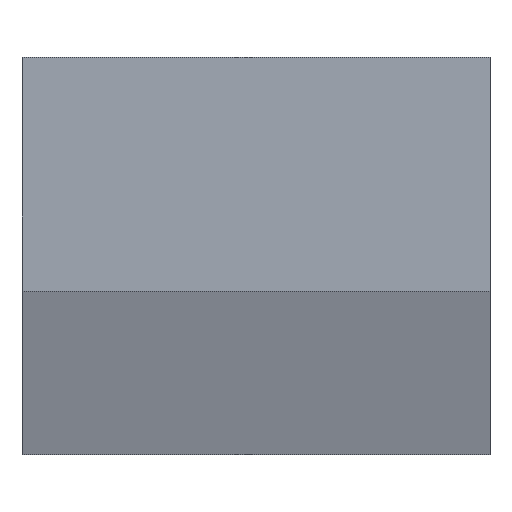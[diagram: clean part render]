
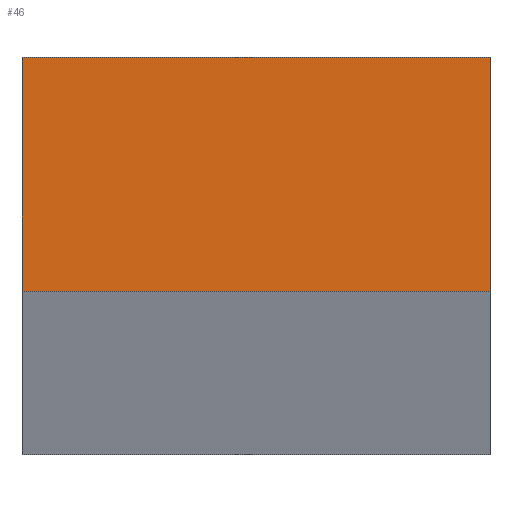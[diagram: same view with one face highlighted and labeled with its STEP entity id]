
A CAD part, top view. The second image highlights one B-rep face of the part: STEP entity #46.
In plain terms, the highlighted planar face has unit normal (0, 0, 1).
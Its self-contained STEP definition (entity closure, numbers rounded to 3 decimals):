
#1 = VECTOR ( 'NONE', #89, 1000. ) ;
#16 = EDGE_CURVE ( 'NONE', #54, #50, #87, .T. ) ;
#32 = EDGE_CURVE ( 'NONE', #56, #54, #106, .T. ) ;
#40 = EDGE_CURVE ( 'NONE', #50, #55, #137, .T. ) ;
#41 = EDGE_CURVE ( 'NONE', #55, #56, #129, .T. ) ;
#46 = ADVANCED_FACE ( 'NONE', ( #213 ), #144, .T. ) ;
#50 = VERTEX_POINT ( 'NONE', #148 ) ;
#54 = VERTEX_POINT ( 'NONE', #152 ) ;
#55 = VERTEX_POINT ( 'NONE', #153 ) ;
#56 = VERTEX_POINT ( 'NONE', #154 ) ;
#68 = ORIENTED_EDGE ( 'NONE', *, *, #40, .T. ) ;
#69 = ORIENTED_EDGE ( 'NONE', *, *, #32, .T. ) ;
#76 = ORIENTED_EDGE ( 'NONE', *, *, #41, .T. ) ;
#78 = ORIENTED_EDGE ( 'NONE', *, *, #16, .T. ) ;
#85 = EDGE_LOOP ( 'NONE', ( #69, #78, #68, #76 ) ) ;
#87 = LINE ( 'NONE', #88, #1 ) ;
#88 = CARTESIAN_POINT ( 'NONE',  ( -5., -2.5, 1000. ) ) ;
#89 = DIRECTION ( 'NONE',  ( 1., 0., 0. ) ) ;
#106 = LINE ( 'NONE', #107, #202 ) ;
#107 = CARTESIAN_POINT ( 'NONE',  ( -5., 2.5, 1000. ) ) ;
#108 = DIRECTION ( 'NONE',  ( 0., -1., 0. ) ) ;
#129 = LINE ( 'NONE', #132, #214 ) ;
#131 = DIRECTION ( 'NONE',  ( 0., 1., 0. ) ) ;
#132 = CARTESIAN_POINT ( 'NONE',  ( -5., 2.5, 1000. ) ) ;
#137 = LINE ( 'NONE', #138, #212 ) ;
#138 = CARTESIAN_POINT ( 'NONE',  ( 5., 2.5, 1000. ) ) ;
#139 = DIRECTION ( 'NONE',  ( -1., 0., 0. ) ) ;
#144 = PLANE ( 'NONE',  #216 ) ;
#145 = CARTESIAN_POINT ( 'NONE',  ( 0., 0., 1000. ) ) ;
#146 = DIRECTION ( 'NONE',  ( 0., 0., 1. ) ) ;
#147 = DIRECTION ( 'NONE',  ( 1., 0., 0. ) ) ;
#148 = CARTESIAN_POINT ( 'NONE',  ( 5., -2.5, 1000. ) ) ;
#152 = CARTESIAN_POINT ( 'NONE',  ( -5., -2.5, 1000. ) ) ;
#153 = CARTESIAN_POINT ( 'NONE',  ( 5., 2.5, 1000. ) ) ;
#154 = CARTESIAN_POINT ( 'NONE',  ( -5., 2.5, 1000. ) ) ;
#202 = VECTOR ( 'NONE', #108, 1000. ) ;
#212 = VECTOR ( 'NONE', #131, 1000. ) ;
#213 = FACE_OUTER_BOUND ( 'NONE', #85, .T. ) ;
#214 = VECTOR ( 'NONE', #139, 1000. ) ;
#216 = AXIS2_PLACEMENT_3D ( 'NONE', #145, #146, #147 ) ;
